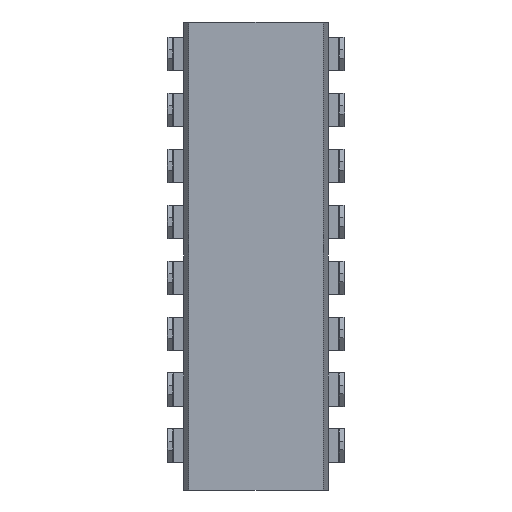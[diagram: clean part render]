
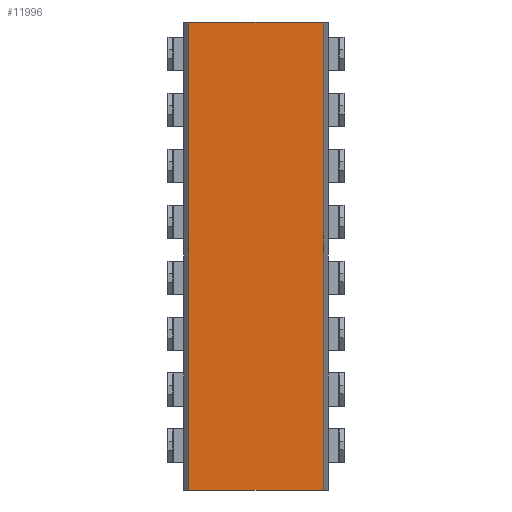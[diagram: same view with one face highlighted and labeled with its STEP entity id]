
A CAD part, front view. The second image highlights one B-rep face of the part: STEP entity #11996.
In plain terms, the highlighted planar face has unit normal (0, -1, 0).
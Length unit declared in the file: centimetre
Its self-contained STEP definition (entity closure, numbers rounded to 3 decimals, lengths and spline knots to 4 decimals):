
#450=VECTOR('',#13346,1.);
#455=VECTOR('',#13369,1.);
#458=VECTOR('',#13373,1.);
#460=VECTOR('',#13377,1.);
#2041=LINE('',#15676,#450);
#2046=LINE('',#15694,#455);
#2049=LINE('',#15700,#458);
#2051=LINE('',#15704,#460);
#3612=PLANE('',#12661);
#4209=VERTEX_POINT('',#15675);
#4210=VERTEX_POINT('',#15677);
#4212=VERTEX_POINT('',#15693);
#4214=VERTEX_POINT('',#15699);
#5413=EDGE_CURVE('',#4210,#4209,#2041,.T.);
#5418=EDGE_CURVE('',#4212,#4210,#2046,.T.);
#5421=EDGE_CURVE('',#4209,#4214,#2049,.T.);
#5423=EDGE_CURVE('',#4212,#4214,#2051,.T.);
#7217=ORIENTED_EDGE('',*,*,#5418,.T.);
#7218=ORIENTED_EDGE('',*,*,#5413,.T.);
#7219=ORIENTED_EDGE('',*,*,#5421,.T.);
#7220=ORIENTED_EDGE('',*,*,#5423,.F.);
#10657=EDGE_LOOP('',(#7217,#7218,#7219,#7220));
#11339=FACE_BOUND('',#10657,.T.);
#11996=ADVANCED_FACE('',(#11339),#3612,.T.);
#12661=AXIS2_PLACEMENT_3D('',#15703,#13376,$);
#13346=DIRECTION('',(1.,0.,0.));
#13369=DIRECTION('',(0.,0.,-1.));
#13373=DIRECTION('',(0.,0.,1.));
#13376=DIRECTION('',(0.,-1.,0.));
#13377=DIRECTION('',(1.,0.,0.));
#15675=CARTESIAN_POINT('',(1.2509,0.0184,-1.9515));
#15676=CARTESIAN_POINT('',(0.,0.0184,-1.9515));
#15677=CARTESIAN_POINT('',(0.0491,0.0184,-1.9515));
#15693=CARTESIAN_POINT('',(0.0491,0.0184,2.2303));
#15694=CARTESIAN_POINT('',(0.0491,0.0184,1.3345));
#15699=CARTESIAN_POINT('',(1.2509,0.0184,2.2303));
#15700=CARTESIAN_POINT('',(1.2509,0.0184,1.3345));
#15703=CARTESIAN_POINT('',(0.,0.0184,0.1394));
#15704=CARTESIAN_POINT('',(0.,0.0184,2.2303));
